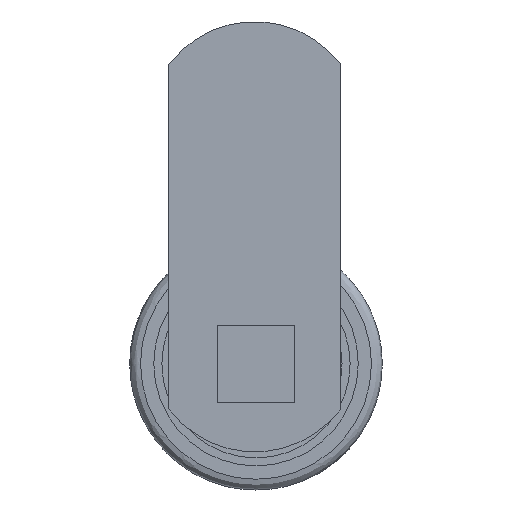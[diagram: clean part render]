
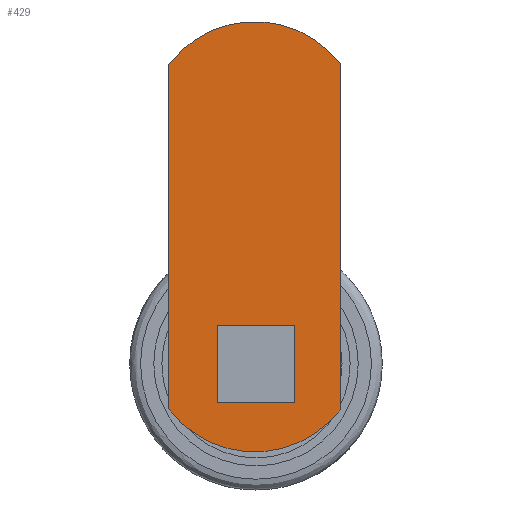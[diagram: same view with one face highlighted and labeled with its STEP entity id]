
A CAD part, left-side view. The second image highlights one B-rep face of the part: STEP entity #429.
In plain terms, the highlighted planar face has unit normal (-1, 0, 0).
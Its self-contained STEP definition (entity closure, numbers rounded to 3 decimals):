
#17=CARTESIAN_POINT('',(-34.,-7.9,27.804));
#18=VERTEX_POINT('',#17);
#25=CARTESIAN_POINT('',(-34.,-7.9,-4.196));
#26=VERTEX_POINT('',#25);
#27=CARTESIAN_POINT('',(-34.,-7.9,-4.196));
#28=DIRECTION('',(0.0,0.0,1.0));
#29=VECTOR('',#28,32.);
#30=LINE('',#27,#29);
#31=EDGE_CURVE('',#26,#18,#30,.T.);
#56=CARTESIAN_POINT('',(-34.,8.1,27.804));
#57=VERTEX_POINT('',#56);
#64=CARTESIAN_POINT('',(-34.,0.1,21.804));
#65=DIRECTION('',(-1.0,0.0,0.));
#66=DIRECTION('',(0.,0.0,1.0));
#67=AXIS2_PLACEMENT_3D('',#64,#65,#66);
#68=CIRCLE('',#67,10.0);
#69=EDGE_CURVE('',#18,#57,#68,.T.);
#88=CARTESIAN_POINT('',(-34.,8.1,-4.196));
#89=VERTEX_POINT('',#88);
#96=CARTESIAN_POINT('',(-34.,8.1,27.804));
#97=DIRECTION('',(0.0,0.0,-1.0));
#98=VECTOR('',#97,32.);
#99=LINE('',#96,#98);
#100=EDGE_CURVE('',#57,#89,#99,.T.);
#119=CARTESIAN_POINT('',(-34.,0.1,1.804));
#120=DIRECTION('',(-1.0,0.0,0.));
#121=DIRECTION('',(0.,0.0,1.0));
#122=AXIS2_PLACEMENT_3D('',#119,#120,#121);
#123=CIRCLE('',#122,10.0);
#124=EDGE_CURVE('',#89,#26,#123,.T.);
#145=CARTESIAN_POINT('',(-34.,3.1,-3.6));
#146=VERTEX_POINT('',#145);
#153=CARTESIAN_POINT('',(-34.,-3.1,-3.6));
#154=VERTEX_POINT('',#153);
#155=CARTESIAN_POINT('',(-34.,-3.1,-3.6));
#156=DIRECTION('',(0.0,1.0,0.0));
#157=VECTOR('',#156,6.2);
#158=LINE('',#155,#157);
#159=EDGE_CURVE('',#154,#146,#158,.T.);
#184=CARTESIAN_POINT('',(-34.,3.6,-3.1));
#185=VERTEX_POINT('',#184);
#192=CARTESIAN_POINT('',(-34.,3.1,-3.1));
#193=DIRECTION('',(1.0,0.0,0.));
#194=DIRECTION('',(0.,0.0,1.0));
#195=AXIS2_PLACEMENT_3D('',#192,#193,#194);
#196=CIRCLE('',#195,0.5);
#197=EDGE_CURVE('',#146,#185,#196,.T.);
#216=CARTESIAN_POINT('',(-34.,3.6,3.1));
#217=VERTEX_POINT('',#216);
#224=CARTESIAN_POINT('',(-34.,3.6,-3.1));
#225=DIRECTION('',(0.0,0.0,1.0));
#226=VECTOR('',#225,6.2);
#227=LINE('',#224,#226);
#228=EDGE_CURVE('',#185,#217,#227,.T.);
#248=CARTESIAN_POINT('',(-34.,3.1,3.6));
#249=VERTEX_POINT('',#248);
#256=CARTESIAN_POINT('',(-34.,3.1,3.1));
#257=DIRECTION('',(1.0,0.0,0.));
#258=DIRECTION('',(0.,0.0,1.0));
#259=AXIS2_PLACEMENT_3D('',#256,#257,#258);
#260=CIRCLE('',#259,0.5);
#261=EDGE_CURVE('',#217,#249,#260,.T.);
#280=CARTESIAN_POINT('',(-34.,-3.1,3.6));
#281=VERTEX_POINT('',#280);
#288=CARTESIAN_POINT('',(-34.,3.1,3.6));
#289=DIRECTION('',(0.0,-1.0,0.0));
#290=VECTOR('',#289,6.2);
#291=LINE('',#288,#290);
#292=EDGE_CURVE('',#249,#281,#291,.T.);
#312=CARTESIAN_POINT('',(-34.,-3.6,3.1));
#313=VERTEX_POINT('',#312);
#320=CARTESIAN_POINT('',(-34.,-3.1,3.1));
#321=DIRECTION('',(1.0,0.0,0.));
#322=DIRECTION('',(0.,0.0,1.0));
#323=AXIS2_PLACEMENT_3D('',#320,#321,#322);
#324=CIRCLE('',#323,0.5);
#325=EDGE_CURVE('',#281,#313,#324,.T.);
#344=CARTESIAN_POINT('',(-34.,-3.6,-3.1));
#345=VERTEX_POINT('',#344);
#352=CARTESIAN_POINT('',(-34.,-3.6,3.1));
#353=DIRECTION('',(0.0,0.0,-1.0));
#354=VECTOR('',#353,6.2);
#355=LINE('',#352,#354);
#356=EDGE_CURVE('',#313,#345,#355,.T.);
#375=CARTESIAN_POINT('',(-34.,-3.1,-3.1));
#376=DIRECTION('',(1.0,0.0,0.));
#377=DIRECTION('',(0.,0.0,1.0));
#378=AXIS2_PLACEMENT_3D('',#375,#376,#377);
#379=CIRCLE('',#378,0.5);
#380=EDGE_CURVE('',#345,#154,#379,.T.);
#408=CARTESIAN_POINT('',(-34.,-9.501,-12.196));
#409=DIRECTION('',(-1.0,0.0,0.0));
#410=DIRECTION('',(0.0,0.0,1.0));
#411=AXIS2_PLACEMENT_3D('',#408,#409,#410);
#412=PLANE('',#411);
#413=ORIENTED_EDGE('',*,*,#31,.T.);
#414=ORIENTED_EDGE('',*,*,#69,.T.);
#415=ORIENTED_EDGE('',*,*,#100,.T.);
#416=ORIENTED_EDGE('',*,*,#124,.T.);
#417=EDGE_LOOP('',(#413,#414,#415,#416));
#418=FACE_OUTER_BOUND('',#417,.T.);
#419=ORIENTED_EDGE('',*,*,#159,.T.);
#420=ORIENTED_EDGE('',*,*,#197,.T.);
#421=ORIENTED_EDGE('',*,*,#228,.T.);
#422=ORIENTED_EDGE('',*,*,#261,.T.);
#423=ORIENTED_EDGE('',*,*,#292,.T.);
#424=ORIENTED_EDGE('',*,*,#325,.T.);
#425=ORIENTED_EDGE('',*,*,#356,.T.);
#426=ORIENTED_EDGE('',*,*,#380,.T.);
#427=EDGE_LOOP('',(#419,#420,#421,#422,#423,#424,#425,#426));
#428=FACE_BOUND('',#427,.T.);
#429=ADVANCED_FACE('',(#418,#428),#412,.T.);
